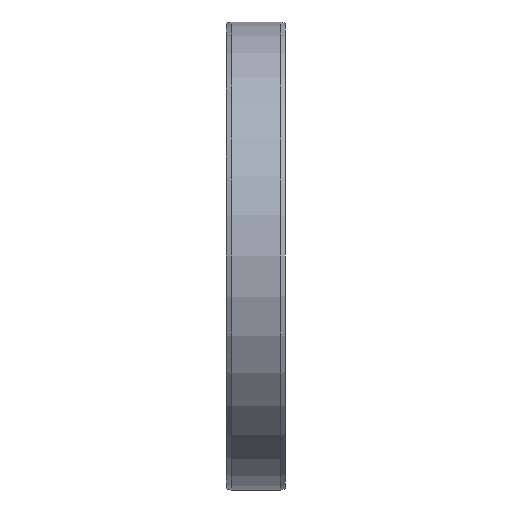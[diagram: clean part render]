
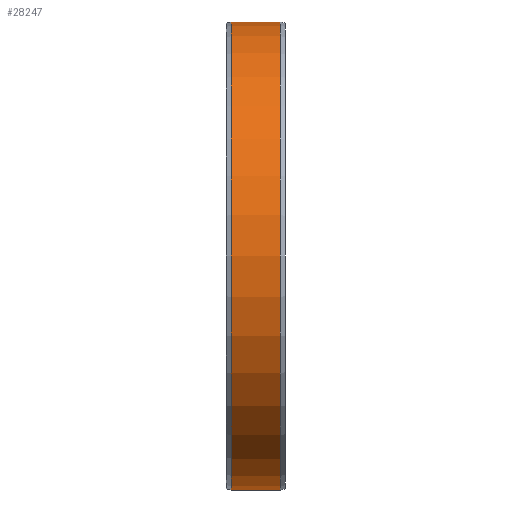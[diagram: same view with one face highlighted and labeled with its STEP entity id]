
A CAD part, left-side view. The second image highlights one B-rep face of the part: STEP entity #28247.
In plain terms, the highlighted cylindrical face has radius 47.5 mm (diameter 95 mm), a partial arc.
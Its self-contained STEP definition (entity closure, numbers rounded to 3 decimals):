
#27523=CARTESIAN_POINT('',(0.,-5.,0.));
#27524=DIRECTION('',(0.,1.,0.));
#27525=DIRECTION('',(0.,0.,-1.));
#27526=AXIS2_PLACEMENT_3D('',#27523,#27524,#27525);
#27531=DIRECTION('',(0.,1.,0.));
#27532=VECTOR('',#27531,10.);
#27533=CARTESIAN_POINT('',(0.,-5.,-47.5));
#27534=LINE('',#27533,#27532);
#27546=DIRECTION('',(0.,1.,0.));
#27547=VECTOR('',#27546,10.);
#27548=CARTESIAN_POINT('',(0.,-5.,47.5));
#27549=LINE('',#27548,#27547);
#27575=CARTESIAN_POINT('',(0.,5.,0.));
#27576=DIRECTION('',(0.,1.,0.));
#27577=DIRECTION('',(0.,0.,-1.));
#27578=AXIS2_PLACEMENT_3D('',#27575,#27576,#27577);
#27884=CARTESIAN_POINT('',(0.,-5.,-47.5));
#27886=VERTEX_POINT('',#27884);
#27887=CARTESIAN_POINT('',(0.,5.,-47.5));
#27888=VERTEX_POINT('',#27887);
#27928=CARTESIAN_POINT('',(0.,-5.,47.5));
#27930=VERTEX_POINT('',#27928);
#27931=CARTESIAN_POINT('',(0.,5.,47.5));
#27932=VERTEX_POINT('',#27931);
#28233=CARTESIAN_POINT('',(0.,-6.6,0.));
#28234=DIRECTION('',(0.,1.,0.));
#28235=DIRECTION('',(0.,0.,-1.));
#28236=AXIS2_PLACEMENT_3D('',#28233,#28234,#28235);
#28237=CYLINDRICAL_SURFACE('',#28236,47.5);
#28239=ORIENTED_EDGE('',*,*,#28238,.T.);
#28241=ORIENTED_EDGE('',*,*,#28240,.T.);
#28243=ORIENTED_EDGE('',*,*,#28242,.F.);
#28244=ORIENTED_EDGE('',*,*,#28226,.F.);
#28245=EDGE_LOOP('',(#28239,#28241,#28243,#28244));
#28246=FACE_OUTER_BOUND('',#28245,.F.);
#27527=CIRCLE('',#27526,47.5);
#27579=CIRCLE('',#27578,47.5);
#28226=EDGE_CURVE('',#27886,#27930,#27527,.T.);
#28238=EDGE_CURVE('',#27886,#27888,#27534,.T.);
#28240=EDGE_CURVE('',#27888,#27932,#27579,.T.);
#28242=EDGE_CURVE('',#27930,#27932,#27549,.T.);
#28247=ADVANCED_FACE('',(#28246),#28237,.T.);
